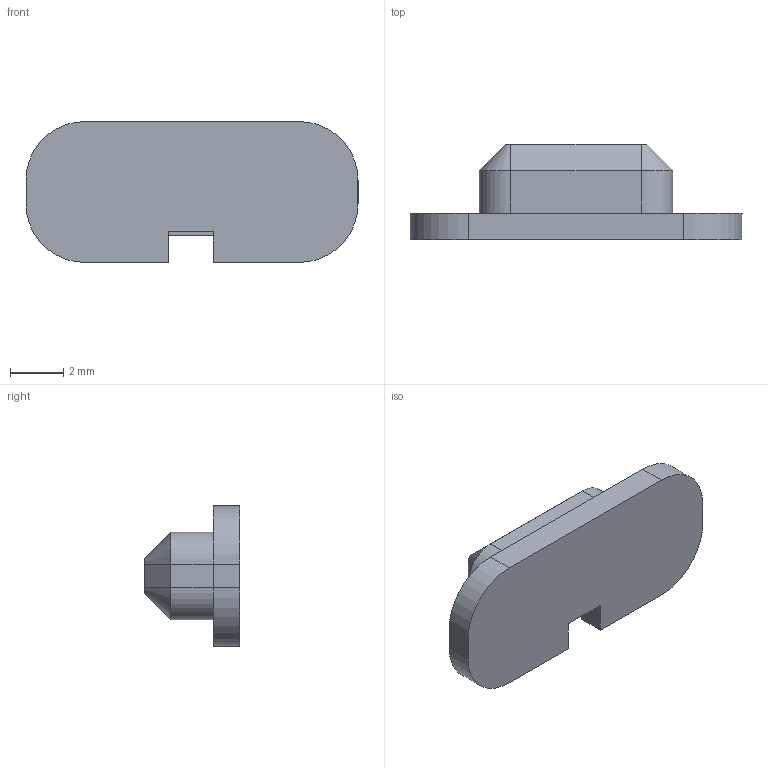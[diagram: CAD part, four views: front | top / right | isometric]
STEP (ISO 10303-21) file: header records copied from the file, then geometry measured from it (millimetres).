
FILE_DESCRIPTION(('FreeCAD Model'),'2;1');
FILE_NAME('Open CASCADE Shape Model','2026-01-16T14:40:09',(''),(''), 'Open CASCADE STEP processor 7.8','FreeCAD','Unknown');
FILE_SCHEMA(('AUTOMOTIVE_DESIGN { 1 0 10303 214 1 1 1 1 }'));
Length unit declared in the file: millimetre
Products named in the file (1): power-switch-pusher
Bounding box: 12.5 x 3.6 x 5.3 mm (x, y, z)
Volume: 111 mm3; surface area: 192.2 mm2
Topology: 1 solids, 1 shells, 32 faces, 80 edges, 50 vertices
Faces by surface type: plane 20, cylinder 8, cone 4
Entity records: 966 total; most frequent: DIRECTION 166, CARTESIAN_POINT 163, ORIENTED_EDGE 160, EDGE_CURVE 80, LINE 60, VECTOR 60, AXIS2_PLACEMENT_3D 53, VERTEX_POINT 50
